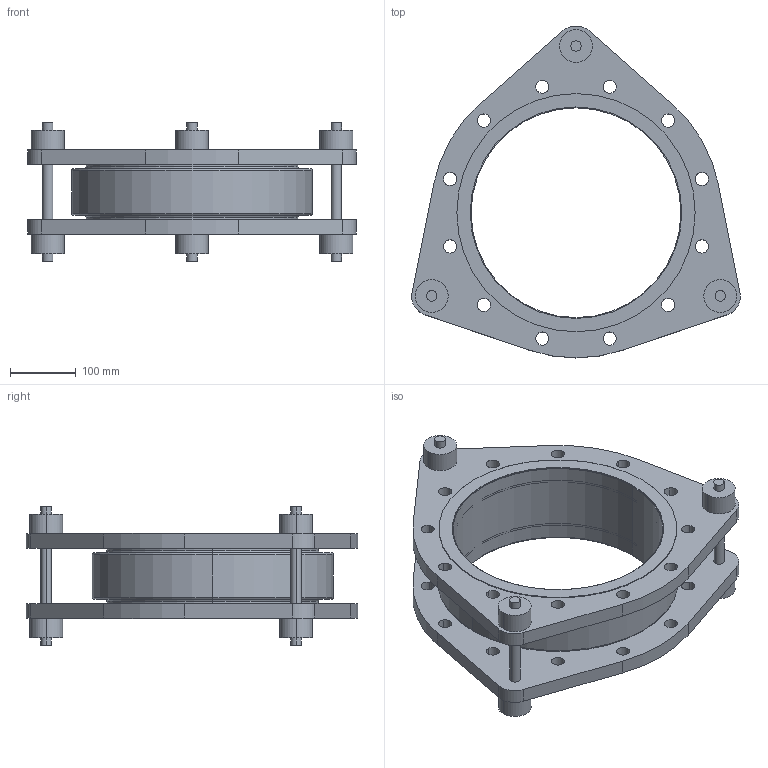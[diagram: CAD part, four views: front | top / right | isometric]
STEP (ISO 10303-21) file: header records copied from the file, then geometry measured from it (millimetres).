
FILE_DESCRIPTION (( 'STEP AP214' ), '1' );
FILE_NAME ('EPSILON-C_DN300_PN06_120_K-0002064.STEP', '2021-10-19T05:58:06', ( 'axxx' ), ( 'Hewlett-Packard Company' ), 'SwSTEP 2.0', 'SolidWorks 2019', '' );
FILE_SCHEMA (( 'AUTOMOTIVE_DESIGN' ));
Length unit declared in the file: millimetre
Products named in the file (1): EPSILON-C_DN300_PN06_120_K-0002064
Bounding box: 498.19 x 502.9 x 210 mm (x, y, z)
Volume: 6296940.6 mm3; surface area: 778543.1 mm2
Topology: 1 solids, 1 shells, 632 faces, 1690 edges, 1124 vertices
Faces by surface type: plane 252, bspline 230, cylinder 142, torus 8
Entity records: 32940 total; most frequent: CARTESIAN_POINT 18461, ORIENTED_EDGE 3380, DIRECTION 2276, EDGE_CURVE 1690, VERTEX_POINT 1124, VECTOR 838, LINE 838, EDGE_LOOP 752
